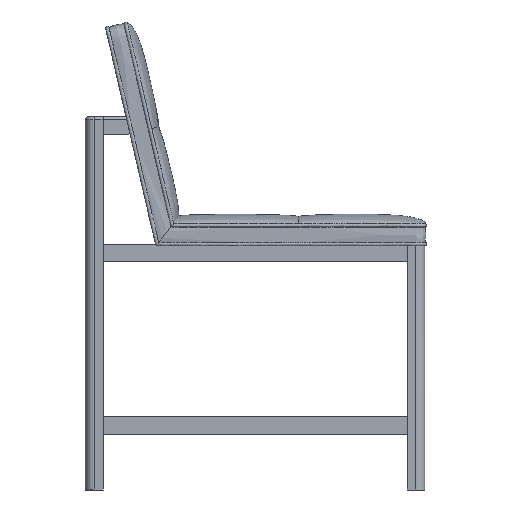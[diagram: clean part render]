
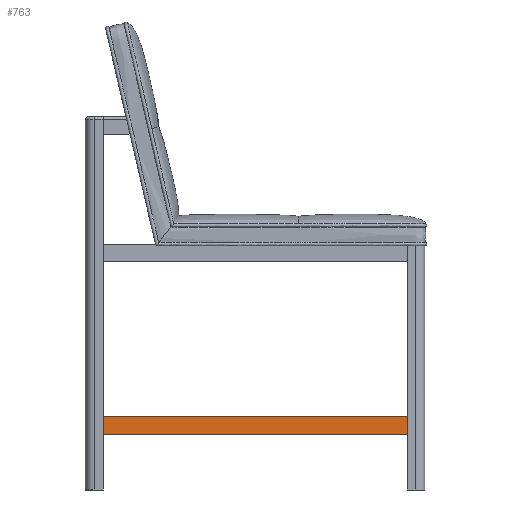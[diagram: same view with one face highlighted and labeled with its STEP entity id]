
A CAD part, left-side view. The second image highlights one B-rep face of the part: STEP entity #763.
In plain terms, the highlighted planar face has unit normal (-1, 0, 0).
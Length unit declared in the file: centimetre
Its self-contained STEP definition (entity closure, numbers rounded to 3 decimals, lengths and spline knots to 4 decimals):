
#88=B_SPLINE_CURVE_WITH_KNOTS('',1,(#8398,#8399),.UNSPECIFIED.,.F.,.F.,
(2,2),(0.,2.),.UNSPECIFIED.);
#92=B_SPLINE_CURVE_WITH_KNOTS('',1,(#8406,#8407),.UNSPECIFIED.,.F.,.F.,
(2,2),(-1.,1.),.UNSPECIFIED.);
#95=B_SPLINE_CURVE_WITH_KNOTS('',1,(#8412,#8413),.UNSPECIFIED.,.F.,.F.,
(2,2),(-30.,0.),.UNSPECIFIED.);
#96=B_SPLINE_CURVE_WITH_KNOTS('',1,(#8414,#8415),.UNSPECIFIED.,.F.,.F.,
(2,2),(0.,30.),.UNSPECIFIED.);
#362=PLANE('',#2480);
#763=ADVANCED_FACE('',(#913),#362,.T.);
#913=FACE_OUTER_BOUND('',#1063,.T.);
#1063=EDGE_LOOP('',(#1310,#1311,#1312,#1313));
#1310=ORIENTED_EDGE('',*,*,#1882,.F.);
#1311=ORIENTED_EDGE('',*,*,#1886,.F.);
#1312=ORIENTED_EDGE('',*,*,#1878,.F.);
#1313=ORIENTED_EDGE('',*,*,#1885,.F.);
#1878=EDGE_CURVE('',#2217,#2218,#88,.T.);
#1882=EDGE_CURVE('',#2223,#2224,#92,.T.);
#1885=EDGE_CURVE('',#2224,#2217,#95,.T.);
#1886=EDGE_CURVE('',#2218,#2223,#96,.T.);
#2217=VERTEX_POINT('',#8390);
#2218=VERTEX_POINT('',#8391);
#2223=VERTEX_POINT('',#8396);
#2224=VERTEX_POINT('',#8397);
#2480=AXIS2_PLACEMENT_3D('',#8387,#2620,$);
#2620=DIRECTION('',(-1.,0.,0.));
#8387=CARTESIAN_POINT('',(0.,-10.5982,9.4349));
#8390=CARTESIAN_POINT('',(0.,0.,9.4349));
#8391=CARTESIAN_POINT('',(0.,51.5,9.4349));
#8396=CARTESIAN_POINT('',(0.,51.5,12.4349));
#8397=CARTESIAN_POINT('',(0.,0.,12.4349));
#8398=CARTESIAN_POINT('',(0.,0.,9.4349));
#8399=CARTESIAN_POINT('',(0.,51.5,9.4349));
#8406=CARTESIAN_POINT('',(0.,51.5,12.4349));
#8407=CARTESIAN_POINT('',(0.,0.,12.4349));
#8412=CARTESIAN_POINT('',(0.,0.,12.4349));
#8413=CARTESIAN_POINT('',(0.,0.,9.4349));
#8414=CARTESIAN_POINT('',(0.,51.5,9.4349));
#8415=CARTESIAN_POINT('',(0.,51.5,12.4349));
